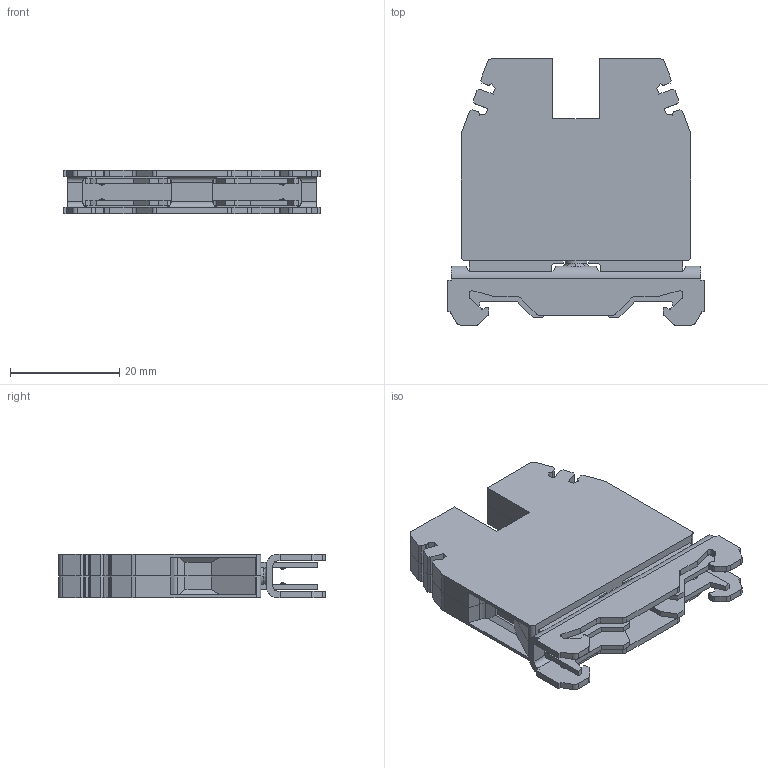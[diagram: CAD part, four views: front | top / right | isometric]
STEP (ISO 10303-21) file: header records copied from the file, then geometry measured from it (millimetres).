
FILE_DESCRIPTION(('OneSpaceDesigner STEP Export'),'2;1');
FILE_NAME('TEC.6_O.stp','2008-07-03T 9:51:24',(''),(''),'OneSpace Designer STEP processor for AP214 (Solid Model)','OneSpace Modeling 15.50 10-Aug-2007 (C) CoCreate Software GmbH','');
FILE_SCHEMA(('AUTOMOTIVE_DESIGN { 1 0 10303 214 1 1 1 1 }'));
Length unit declared in the file: millimetre
Products named in the file (2): TEC.6_O
Assembly tree (1 placements, depth 2):
  TEC.6_O
    TEC.6_O
Bounding box: 47 x 48.77 x 8 mm (x, y, z)
Volume: 11670.4 mm3; surface area: 7491.4 mm2
Topology: 1 solids, 1 shells, 380 faces, 1013 edges, 628 vertices
Faces by surface type: plane 248, cylinder 102, cone 16, sphere 8, bspline 6
Entity records: 15846 total; most frequent: CARTESIAN_POINT 4939, ORIENTED_EDGE 1994, DIRECTION 1453, EDGE_CURVE 997, VECTOR 685, LINE 685, VERTEX_POINT 628, EDGE_LOOP 393
